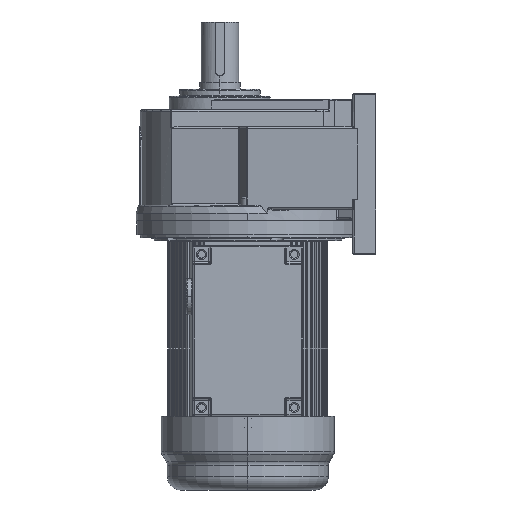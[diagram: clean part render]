
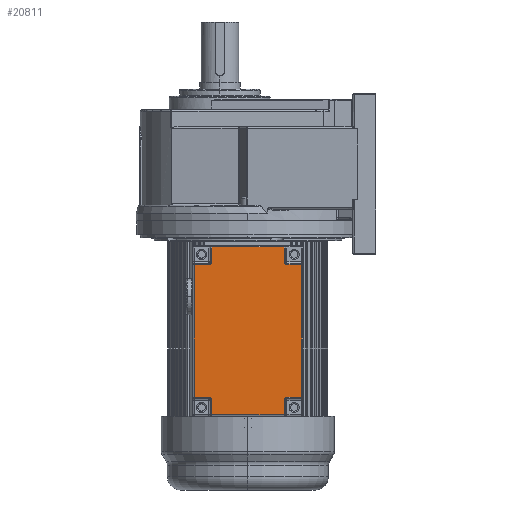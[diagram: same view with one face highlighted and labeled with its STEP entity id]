
A CAD part, left-side view. The second image highlights one B-rep face of the part: STEP entity #20811.
In plain terms, the highlighted face is planar.
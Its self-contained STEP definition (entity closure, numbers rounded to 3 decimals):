
#355 = ORIENTED_EDGE ( 'NONE', *, *, #122552, .T. ) ;
#1932 = CARTESIAN_POINT ( 'NONE',  ( 163., -40., -142.9 ) ) ;
#3013 = DIRECTION ( 'NONE',  ( 0., 0., -1. ) ) ;
#4207 = EDGE_CURVE ( 'NONE', #115321, #113743, #46321, .T. ) ;
#5273 = CARTESIAN_POINT ( 'NONE',  ( 262., -41., -142.9 ) ) ;
#8298 = VERTEX_POINT ( 'NONE', #29417 ) ;
#8438 = DIRECTION ( 'NONE',  ( 0., 0., -1. ) ) ;
#10282 = CARTESIAN_POINT ( 'NONE',  ( 262., 29., -142.9 ) ) ;
#10789 = DIRECTION ( 'NONE',  ( 0., 1., 0. ) ) ;
#10867 = VECTOR ( 'NONE', #120484, 1000. ) ;
#11362 = CARTESIAN_POINT ( 'NONE',  ( 163., -29., -142.9 ) ) ;
#11736 = EDGE_CURVE ( 'NONE', #91113, #105142, #65294, .T. ) ;
#13035 = DIRECTION ( 'NONE',  ( -1., 0., 0. ) ) ;
#13681 = EDGE_CURVE ( 'NONE', #44141, #113743, #58657, .T. ) ;
#15103 = DIRECTION ( 'NONE',  ( -1., 0., 0. ) ) ;
#15265 = AXIS2_PLACEMENT_3D ( 'NONE', #17300, #113148, #93127 ) ;
#15724 = VERTEX_POINT ( 'NONE', #93507 ) ;
#15736 = LINE ( 'NONE', #73384, #87335 ) ;
#16019 = ORIENTED_EDGE ( 'NONE', *, *, #32861, .F. ) ;
#17078 = CARTESIAN_POINT ( 'NONE',  ( 150., 28., -142.9 ) ) ;
#17300 = CARTESIAN_POINT ( 'NONE',  ( 264., -29., -142.9 ) ) ;
#18096 = LINE ( 'NONE', #38790, #33782 ) ;
#20811 = ADVANCED_FACE ( 'NONE', ( #71373 ), #83713, .T. ) ;
#20827 = ORIENTED_EDGE ( 'NONE', *, *, #102748, .T. ) ;
#22095 = VERTEX_POINT ( 'NONE', #94356 ) ;
#24331 = DIRECTION ( 'NONE',  ( -1., 0., 0. ) ) ;
#25655 = ORIENTED_EDGE ( 'NONE', *, *, #4207, .F. ) ;
#29417 = CARTESIAN_POINT ( 'NONE',  ( 161., -27., -142.9 ) ) ;
#31750 = CARTESIAN_POINT ( 'NONE',  ( 150., 27., -142.9 ) ) ;
#32861 = EDGE_CURVE ( 'NONE', #37690, #72148, #76197, .T. ) ;
#32968 = CIRCLE ( 'NONE', #99085, 2. ) ;
#33782 = VECTOR ( 'NONE', #56341, 1000. ) ;
#35495 = CARTESIAN_POINT ( 'NONE',  ( 0., 0., -142.9 ) ) ;
#35893 = LINE ( 'NONE', #74097, #47923 ) ;
#36998 = ORIENTED_EDGE ( 'NONE', *, *, #64438, .T. ) ;
#37690 = VERTEX_POINT ( 'NONE', #98203 ) ;
#38183 = ORIENTED_EDGE ( 'NONE', *, *, #115183, .T. ) ;
#38790 = CARTESIAN_POINT ( 'NONE',  ( 0., 40., -142.9 ) ) ;
#39223 = CARTESIAN_POINT ( 'NONE',  ( 163., 40., -142.9 ) ) ;
#39251 = CARTESIAN_POINT ( 'NONE',  ( 262., -29., -142.9 ) ) ;
#40079 = CARTESIAN_POINT ( 'NONE',  ( 161., -29., -142.9 ) ) ;
#43748 = LINE ( 'NONE', #81936, #51511 ) ;
#44034 = ORIENTED_EDGE ( 'NONE', *, *, #58258, .T. ) ;
#44084 = CARTESIAN_POINT ( 'NONE',  ( 276., 27., -142.9 ) ) ;
#44141 = VERTEX_POINT ( 'NONE', #31750 ) ;
#45436 = VERTEX_POINT ( 'NONE', #76589 ) ;
#46172 = AXIS2_PLACEMENT_3D ( 'NONE', #51951, #119589, #24331 ) ;
#46321 = CIRCLE ( 'NONE', #56327, 2. ) ;
#46965 = CARTESIAN_POINT ( 'NONE',  ( 162., 27., -142.9 ) ) ;
#47923 = VECTOR ( 'NONE', #112291, 1000. ) ;
#48439 = LINE ( 'NONE', #86606, #71777 ) ;
#48998 = CARTESIAN_POINT ( 'NONE',  ( 275., 27., -142.9 ) ) ;
#50682 = DIRECTION ( 'NONE',  ( -1., 0., 0. ) ) ;
#50786 = DIRECTION ( 'NONE',  ( -1., 0., 0. ) ) ;
#51511 = VECTOR ( 'NONE', #69468, 1000. ) ;
#51951 = CARTESIAN_POINT ( 'NONE',  ( 264., 29., -142.9 ) ) ;
#53460 = LINE ( 'NONE', #44084, #10867 ) ;
#53575 = LINE ( 'NONE', #61734, #87345 ) ;
#55280 = EDGE_CURVE ( 'NONE', #8298, #61208, #32968, .T. ) ;
#56327 = AXIS2_PLACEMENT_3D ( 'NONE', #88257, #3013, #13035 ) ;
#56341 = DIRECTION ( 'NONE',  ( 1., 0., 0. ) ) ;
#58258 = EDGE_CURVE ( 'NONE', #84213, #22095, #43748, .T. ) ;
#58557 = ORIENTED_EDGE ( 'NONE', *, *, #98443, .T. ) ;
#58657 = LINE ( 'NONE', #46965, #93532 ) ;
#61208 = VERTEX_POINT ( 'NONE', #11362 ) ;
#61734 = CARTESIAN_POINT ( 'NONE',  ( 262., 28., -142.9 ) ) ;
#63585 = LINE ( 'NONE', #5273, #100559 ) ;
#64438 = EDGE_CURVE ( 'NONE', #8298, #106156, #15736, .T. ) ;
#65294 = CIRCLE ( 'NONE', #15265, 2. ) ;
#65341 = DIRECTION ( 'NONE',  ( 0., 1., 0. ) ) ;
#66322 = ORIENTED_EDGE ( 'NONE', *, *, #117928, .T. ) ;
#67202 = ORIENTED_EDGE ( 'NONE', *, *, #13681, .T. ) ;
#67834 = EDGE_CURVE ( 'NONE', #115321, #101483, #48439, .T. ) ;
#69468 = DIRECTION ( 'NONE',  ( 0., -1., 0. ) ) ;
#71373 = FACE_OUTER_BOUND ( 'NONE', #122718, .T. ) ;
#71777 = VECTOR ( 'NONE', #10789, 1000. ) ;
#72148 = VERTEX_POINT ( 'NONE', #10282 ) ;
#72350 = DIRECTION ( 'NONE',  ( 0., -1., 0. ) ) ;
#73384 = CARTESIAN_POINT ( 'NONE',  ( 149., -27., -142.9 ) ) ;
#73700 = DIRECTION ( 'NONE',  ( 0., -1., 0. ) ) ;
#74097 = CARTESIAN_POINT ( 'NONE',  ( 0., -40., -142.9 ) ) ;
#75345 = LINE ( 'NONE', #17078, #87726 ) ;
#76197 = CIRCLE ( 'NONE', #46172, 2. ) ;
#76589 = CARTESIAN_POINT ( 'NONE',  ( 262., 40., -142.9 ) ) ;
#78421 = VERTEX_POINT ( 'NONE', #1932 ) ;
#78441 = AXIS2_PLACEMENT_3D ( 'NONE', #35495, #8438, #73700 ) ;
#79798 = EDGE_CURVE ( 'NONE', #106156, #44141, #75345, .T. ) ;
#81434 = CARTESIAN_POINT ( 'NONE',  ( 263., -27., -142.9 ) ) ;
#81763 = DIRECTION ( 'NONE',  ( 0., -1., 0. ) ) ;
#81862 = EDGE_CURVE ( 'NONE', #101483, #45436, #18096, .T. ) ;
#81936 = CARTESIAN_POINT ( 'NONE',  ( 275., -28., -142.9 ) ) ;
#83499 = CARTESIAN_POINT ( 'NONE',  ( 163., 29., -142.9 ) ) ;
#83677 = VECTOR ( 'NONE', #50786, 1000. ) ;
#83691 = ORIENTED_EDGE ( 'NONE', *, *, #81862, .T. ) ;
#83713 = PLANE ( 'NONE',  #78441 ) ;
#84213 = VERTEX_POINT ( 'NONE', #48998 ) ;
#85140 = DIRECTION ( 'NONE',  ( 1., 0., 0. ) ) ;
#85307 = ORIENTED_EDGE ( 'NONE', *, *, #11736, .F. ) ;
#86606 = CARTESIAN_POINT ( 'NONE',  ( 163., 41., -142.9 ) ) ;
#87335 = VECTOR ( 'NONE', #15103, 1000. ) ;
#87345 = VECTOR ( 'NONE', #81763, 1000. ) ;
#87682 = LINE ( 'NONE', #88295, #115151 ) ;
#87726 = VECTOR ( 'NONE', #65341, 1000. ) ;
#88257 = CARTESIAN_POINT ( 'NONE',  ( 161., 29., -142.9 ) ) ;
#88295 = CARTESIAN_POINT ( 'NONE',  ( 163., -28., -142.9 ) ) ;
#91113 = VERTEX_POINT ( 'NONE', #39251 ) ;
#92780 = ORIENTED_EDGE ( 'NONE', *, *, #79798, .T. ) ;
#93127 = DIRECTION ( 'NONE',  ( -1., 0., 0. ) ) ;
#93219 = EDGE_CURVE ( 'NONE', #78421, #61208, #87682, .T. ) ;
#93507 = CARTESIAN_POINT ( 'NONE',  ( 262., -40., -142.9 ) ) ;
#93532 = VECTOR ( 'NONE', #85140, 1000. ) ;
#94356 = CARTESIAN_POINT ( 'NONE',  ( 275., -27., -142.9 ) ) ;
#96183 = ORIENTED_EDGE ( 'NONE', *, *, #93219, .T. ) ;
#96260 = CARTESIAN_POINT ( 'NONE',  ( 150., -27., -142.9 ) ) ;
#96714 = CARTESIAN_POINT ( 'NONE',  ( 161., 27., -142.9 ) ) ;
#98203 = CARTESIAN_POINT ( 'NONE',  ( 264., 27., -142.9 ) ) ;
#98443 = EDGE_CURVE ( 'NONE', #15724, #78421, #35893, .T. ) ;
#99085 = AXIS2_PLACEMENT_3D ( 'NONE', #40079, #108308, #50682 ) ;
#100559 = VECTOR ( 'NONE', #72350, 1000. ) ;
#101483 = VERTEX_POINT ( 'NONE', #39223 ) ;
#102748 = EDGE_CURVE ( 'NONE', #91113, #15724, #63585, .T. ) ;
#104109 = ORIENTED_EDGE ( 'NONE', *, *, #67834, .T. ) ;
#105142 = VERTEX_POINT ( 'NONE', #116909 ) ;
#106156 = VERTEX_POINT ( 'NONE', #96260 ) ;
#108308 = DIRECTION ( 'NONE',  ( 0., 0., -1. ) ) ;
#108335 = DIRECTION ( 'NONE',  ( 0., 1., 0. ) ) ;
#109007 = LINE ( 'NONE', #81434, #83677 ) ;
#110639 = ORIENTED_EDGE ( 'NONE', *, *, #55280, .F. ) ;
#112291 = DIRECTION ( 'NONE',  ( -1., 0., 0. ) ) ;
#113148 = DIRECTION ( 'NONE',  ( 0., 0., -1. ) ) ;
#113743 = VERTEX_POINT ( 'NONE', #96714 ) ;
#115151 = VECTOR ( 'NONE', #108335, 1000. ) ;
#115183 = EDGE_CURVE ( 'NONE', #37690, #84213, #53460, .T. ) ;
#115321 = VERTEX_POINT ( 'NONE', #83499 ) ;
#116909 = CARTESIAN_POINT ( 'NONE',  ( 264., -27., -142.9 ) ) ;
#117928 = EDGE_CURVE ( 'NONE', #45436, #72148, #53575, .T. ) ;
#119589 = DIRECTION ( 'NONE',  ( 0., 0., -1. ) ) ;
#120484 = DIRECTION ( 'NONE',  ( 1., 0., 0. ) ) ;
#122552 = EDGE_CURVE ( 'NONE', #22095, #105142, #109007, .T. ) ;
#122718 = EDGE_LOOP ( 'NONE', ( #44034, #355, #85307, #20827, #58557, #96183, #110639, #36998, #92780, #67202, #25655, #104109, #83691, #66322, #16019, #38183 ) ) ;
